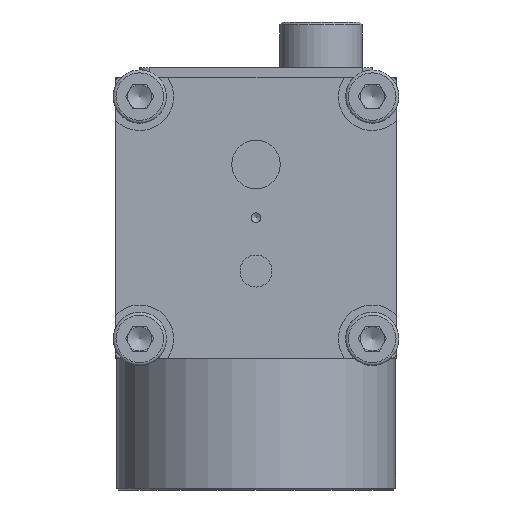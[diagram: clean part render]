
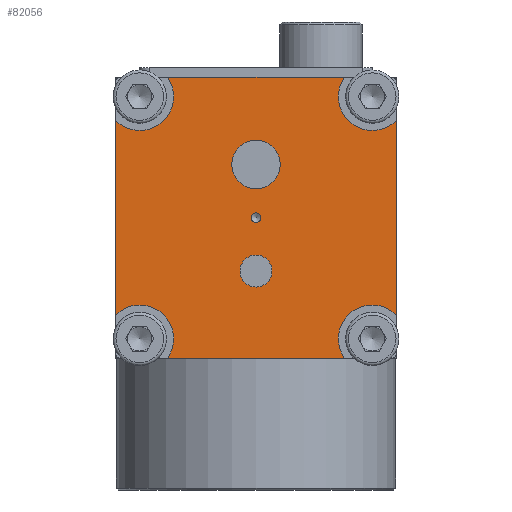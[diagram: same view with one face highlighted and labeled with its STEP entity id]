
A CAD part, front view. The second image highlights one B-rep face of the part: STEP entity #82056.
In plain terms, the highlighted planar face has unit normal (0, -1, 0).
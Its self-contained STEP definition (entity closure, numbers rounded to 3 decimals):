
#973 = AXIS2_PLACEMENT_3D ( 'NONE', #42080, #97046, #49969 ) ;
#1158 = CARTESIAN_POINT ( 'NONE',  ( 0., -20.85, 24.25 ) ) ;
#1508 = CARTESIAN_POINT ( 'NONE',  ( 0., -20.85, 36.1 ) ) ;
#1700 = CARTESIAN_POINT ( 'NONE',  ( 0., -20.85, 22.6 ) ) ;
#3575 = EDGE_CURVE ( 'NONE', #57476, #86839, #11280, .T. ) ;
#4083 = DIRECTION ( 'NONE',  ( 0., -1., 0. ) ) ;
#7177 = VECTOR ( 'NONE', #58000, 1000. ) ;
#9115 = AXIS2_PLACEMENT_3D ( 'NONE', #25869, #80792, #33723 ) ;
#9479 = ORIENTED_EDGE ( 'NONE', *, *, #24643, .F. ) ;
#9571 = DIRECTION ( 'NONE',  ( 0., 0., 1. ) ) ;
#10778 = DIRECTION ( 'NONE',  ( 0., 0., 1. ) ) ;
#11280 = CIRCLE ( 'NONE', #9115, 3.5 ) ;
#12007 = CARTESIAN_POINT ( 'NONE',  ( 14.5, -20.85, 38.151 ) ) ;
#12069 = ORIENTED_EDGE ( 'NONE', *, *, #57496, .T. ) ;
#12070 = FACE_BOUND ( 'NONE', #43220, .T. ) ;
#13029 = EDGE_CURVE ( 'NONE', #31636, #31636, #89870, .T. ) ;
#14430 = ORIENTED_EDGE ( 'NONE', *, *, #40626, .F. ) ;
#15499 = VERTEX_POINT ( 'NONE', #59564 ) ;
#17013 = ORIENTED_EDGE ( 'NONE', *, *, #3575, .F. ) ;
#21699 = CARTESIAN_POINT ( 'NONE',  ( -14.5, -20.85, 18.049 ) ) ;
#22701 = AXIS2_PLACEMENT_3D ( 'NONE', #73053, #26054, #80955 ) ;
#24418 = ORIENTED_EDGE ( 'NONE', *, *, #59733, .T. ) ;
#24643 = EDGE_CURVE ( 'NONE', #66061, #66061, #84446, .T. ) ;
#24846 = CARTESIAN_POINT ( 'NONE',  ( 9.128, -20.85, 13.6 ) ) ;
#25869 = CARTESIAN_POINT ( 'NONE',  ( 12., -20.85, 15.6 ) ) ;
#26054 = DIRECTION ( 'NONE',  ( 0., 1., 0. ) ) ;
#26098 = CIRCLE ( 'NONE', #101120, 3.5 ) ;
#26413 = VERTEX_POINT ( 'NONE', #48646 ) ;
#26600 = CARTESIAN_POINT ( 'NONE',  ( 9.128, -20.85, 42.6 ) ) ;
#28260 = CIRCLE ( 'NONE', #45951, 0.5 ) ;
#28273 = VERTEX_POINT ( 'NONE', #12007 ) ;
#28308 = DIRECTION ( 'NONE',  ( -1., 0., 0. ) ) ;
#28350 = CIRCLE ( 'NONE', #58089, 3.5 ) ;
#30985 = CIRCLE ( 'NONE', #92361, 3.5 ) ;
#31636 = VERTEX_POINT ( 'NONE', #1158 ) ;
#31639 = CARTESIAN_POINT ( 'NONE',  ( -12., -20.85, 15.6 ) ) ;
#32159 = VECTOR ( 'NONE', #10778, 1000. ) ;
#32622 = EDGE_LOOP ( 'NONE', ( #87509 ) ) ;
#32975 = FACE_BOUND ( 'NONE', #76149, .T. ) ;
#33723 = DIRECTION ( 'NONE',  ( 0., 0., 1. ) ) ;
#34450 = EDGE_CURVE ( 'NONE', #38591, #28273, #30985, .T. ) ;
#36229 = CARTESIAN_POINT ( 'NONE',  ( 14., -20.85, 42.6 ) ) ;
#38591 = VERTEX_POINT ( 'NONE', #26600 ) ;
#39577 = DIRECTION ( 'NONE',  ( 0., 0., 1. ) ) ;
#39848 = AXIS2_PLACEMENT_3D ( 'NONE', #1700, #56666, #9571 ) ;
#40626 = EDGE_CURVE ( 'NONE', #15499, #75304, #26098, .T. ) ;
#42080 = CARTESIAN_POINT ( 'NONE',  ( 0., -20.85, 33.6 ) ) ;
#42349 = VECTOR ( 'NONE', #28308, 1000. ) ;
#43220 = EDGE_LOOP ( 'NONE', ( #9479 ) ) ;
#44165 = DIRECTION ( 'NONE',  ( 0., -1., 0. ) ) ;
#44845 = LINE ( 'NONE', #36229, #42349 ) ;
#45951 = AXIS2_PLACEMENT_3D ( 'NONE', #91263, #44165, #99135 ) ;
#46587 = CARTESIAN_POINT ( 'NONE',  ( -12., -20.85, 40.6 ) ) ;
#47301 = ORIENTED_EDGE ( 'NONE', *, *, #64298, .F. ) ;
#47320 = CARTESIAN_POINT ( 'NONE',  ( 14., -20.85, 13.6 ) ) ;
#47514 = ORIENTED_EDGE ( 'NONE', *, *, #50097, .T. ) ;
#48646 = CARTESIAN_POINT ( 'NONE',  ( -9.128, -20.85, 42.6 ) ) ;
#48815 = VERTEX_POINT ( 'NONE', #88743 ) ;
#48962 = LINE ( 'NONE', #50086, #7177 ) ;
#49969 = DIRECTION ( 'NONE',  ( 0., 0., 1. ) ) ;
#50086 = CARTESIAN_POINT ( 'NONE',  ( -14.5, -20.85, 14.1 ) ) ;
#50097 = EDGE_CURVE ( 'NONE', #15499, #86839, #57215, .T. ) ;
#51129 = CARTESIAN_POINT ( 'NONE',  ( 12., -20.85, 40.6 ) ) ;
#51431 = FACE_OUTER_BOUND ( 'NONE', #72431, .T. ) ;
#52001 = EDGE_CURVE ( 'NONE', #48815, #48815, #28260, .T. ) ;
#54468 = DIRECTION ( 'NONE',  ( 0., 0., 1. ) ) ;
#56499 = CARTESIAN_POINT ( 'NONE',  ( -14.5, -20.85, 38.151 ) ) ;
#56666 = DIRECTION ( 'NONE',  ( 0., -1., 0. ) ) ;
#57215 = LINE ( 'NONE', #47320, #96573 ) ;
#57476 = VERTEX_POINT ( 'NONE', #97155 ) ;
#57496 = EDGE_CURVE ( 'NONE', #89576, #75304, #48962, .T. ) ;
#58000 = DIRECTION ( 'NONE',  ( 0., 0., -1. ) ) ;
#58089 = AXIS2_PLACEMENT_3D ( 'NONE', #46587, #101540, #54468 ) ;
#59039 = DIRECTION ( 'NONE',  ( 0., 0., 1. ) ) ;
#59564 = CARTESIAN_POINT ( 'NONE',  ( -9.128, -20.85, 13.6 ) ) ;
#59733 = EDGE_CURVE ( 'NONE', #38591, #26413, #44845, .T. ) ;
#64298 = EDGE_CURVE ( 'NONE', #89576, #26413, #28350, .T. ) ;
#64557 = ORIENTED_EDGE ( 'NONE', *, *, #52001, .F. ) ;
#66061 = VERTEX_POINT ( 'NONE', #1508 ) ;
#70480 = ORIENTED_EDGE ( 'NONE', *, *, #95422, .T. ) ;
#70996 = DIRECTION ( 'NONE',  ( 1., 0., 0. ) ) ;
#72313 = FACE_BOUND ( 'NONE', #32622, .T. ) ;
#72431 = EDGE_LOOP ( 'NONE', ( #12069, #14430, #47514, #17013, #70480, #76830, #24418, #47301 ) ) ;
#72714 = PLANE ( 'NONE',  #22701 ) ;
#73053 = CARTESIAN_POINT ( 'NONE',  ( -14., -20.85, 14.1 ) ) ;
#75304 = VERTEX_POINT ( 'NONE', #21699 ) ;
#76149 = EDGE_LOOP ( 'NONE', ( #64557 ) ) ;
#76830 = ORIENTED_EDGE ( 'NONE', *, *, #34450, .F. ) ;
#80792 = DIRECTION ( 'NONE',  ( 0., -1., 0. ) ) ;
#80955 = DIRECTION ( 'NONE',  ( 0., 0., -1. ) ) ;
#81900 = CARTESIAN_POINT ( 'NONE',  ( 14.5, -20.85, 14.1 ) ) ;
#82056 = ADVANCED_FACE ( 'NONE', ( #32975, #12070, #72313, #51431 ), #72714, .F. ) ;
#84446 = CIRCLE ( 'NONE', #973, 2.5 ) ;
#86626 = DIRECTION ( 'NONE',  ( 0., -1., 0. ) ) ;
#86839 = VERTEX_POINT ( 'NONE', #24846 ) ;
#87509 = ORIENTED_EDGE ( 'NONE', *, *, #13029, .F. ) ;
#88743 = CARTESIAN_POINT ( 'NONE',  ( 0., -20.85, 28.6 ) ) ;
#89576 = VERTEX_POINT ( 'NONE', #56499 ) ;
#89870 = CIRCLE ( 'NONE', #39848, 1.65 ) ;
#91263 = CARTESIAN_POINT ( 'NONE',  ( 0., -20.85, 28.1 ) ) ;
#92361 = AXIS2_PLACEMENT_3D ( 'NONE', #51129, #4083, #59039 ) ;
#92460 = LINE ( 'NONE', #81900, #32159 ) ;
#95422 = EDGE_CURVE ( 'NONE', #57476, #28273, #92460, .T. ) ;
#96573 = VECTOR ( 'NONE', #70996, 1000. ) ;
#97046 = DIRECTION ( 'NONE',  ( 0., -1., 0. ) ) ;
#97155 = CARTESIAN_POINT ( 'NONE',  ( 14.5, -20.85, 18.049 ) ) ;
#99135 = DIRECTION ( 'NONE',  ( 0., 0., 1. ) ) ;
#101120 = AXIS2_PLACEMENT_3D ( 'NONE', #31639, #86626, #39577 ) ;
#101540 = DIRECTION ( 'NONE',  ( 0., -1., 0. ) ) ;
